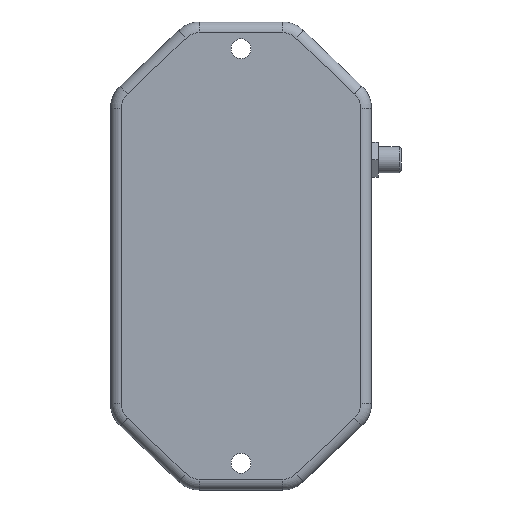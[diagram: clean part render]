
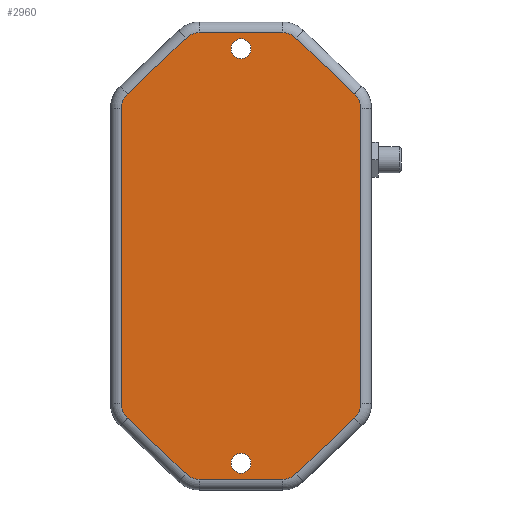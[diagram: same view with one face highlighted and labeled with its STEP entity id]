
A CAD part, front view. The second image highlights one B-rep face of the part: STEP entity #2960.
In plain terms, the highlighted planar face has unit normal (0, -1, 0).
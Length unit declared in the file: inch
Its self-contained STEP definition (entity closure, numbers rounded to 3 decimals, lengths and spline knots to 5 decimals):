
#54=FACE_BOUND('',#565,.T.);
#55=FACE_BOUND('',#566,.T.);
#162=CIRCLE('',#3189,0.18);
#166=CIRCLE('',#3195,0.18);
#167=CIRCLE('',#3197,0.18);
#172=CIRCLE('',#3204,0.18);
#176=CIRCLE('',#3210,0.18);
#179=CIRCLE('',#3216,0.18);
#183=CIRCLE('',#3222,0.18);
#187=CIRCLE('',#3228,0.18);
#192=CIRCLE('',#3243,0.093);
#193=CIRCLE('',#3244,0.093);
#372=FACE_OUTER_BOUND('',#564,.T.);
#564=EDGE_LOOP('',(#2531,#2532,#2533,#2534,#2535,#2536,#2537,#2538,#2539,
#2540,#2541,#2542,#2543,#2544,#2545,#2546));
#565=EDGE_LOOP('',(#2547));
#566=EDGE_LOOP('',(#2548));
#793=LINE('',#4990,#1039);
#795=LINE('',#5040,#1041);
#796=LINE('',#5051,#1042);
#798=LINE('',#5060,#1044);
#800=LINE('',#5065,#1046);
#801=LINE('',#5087,#1047);
#804=LINE('',#5102,#1050);
#806=LINE('',#5111,#1052);
#1039=VECTOR('',#3901,0.3937);
#1041=VECTOR('',#3921,0.3937);
#1042=VECTOR('',#3934,0.3937);
#1044=VECTOR('',#3946,0.3937);
#1046=VECTOR('',#3952,0.3937);
#1047=VECTOR('',#3959,0.3937);
#1050=VECTOR('',#3976,0.3937);
#1052=VECTOR('',#3988,0.3937);
#1337=VERTEX_POINT('',#4965);
#1338=VERTEX_POINT('',#4966);
#1339=VERTEX_POINT('',#4986);
#1342=VERTEX_POINT('',#4994);
#1343=VERTEX_POINT('',#5013);
#1344=VERTEX_POINT('',#5014);
#1347=VERTEX_POINT('',#5038);
#1349=VERTEX_POINT('',#5043);
#1351=VERTEX_POINT('',#5049);
#1353=VERTEX_POINT('',#5055);
#1354=VERTEX_POINT('',#5063);
#1355=VERTEX_POINT('',#5067);
#1356=VERTEX_POINT('',#5086);
#1358=VERTEX_POINT('',#5092);
#1360=VERTEX_POINT('',#5098);
#1362=VERTEX_POINT('',#5104);
#1372=VERTEX_POINT('',#5145);
#1373=VERTEX_POINT('',#5147);
#1710=EDGE_CURVE('',#1337,#1338,#162,.T.);
#1715=EDGE_CURVE('',#1338,#1339,#793,.T.);
#1717=EDGE_CURVE('',#1339,#1342,#166,.T.);
#1719=EDGE_CURVE('',#1343,#1344,#167,.T.);
#1725=EDGE_CURVE('',#1347,#1343,#795,.T.);
#1727=EDGE_CURVE('',#1349,#1347,#172,.T.);
#1730=EDGE_CURVE('',#1351,#1349,#796,.T.);
#1733=EDGE_CURVE('',#1353,#1351,#176,.T.);
#1735=EDGE_CURVE('',#1342,#1353,#798,.T.);
#1738=EDGE_CURVE('',#1344,#1354,#800,.T.);
#1739=EDGE_CURVE('',#1354,#1355,#179,.T.);
#1741=EDGE_CURVE('',#1355,#1356,#801,.T.);
#1746=EDGE_CURVE('',#1356,#1358,#183,.T.);
#1749=EDGE_CURVE('',#1358,#1360,#804,.T.);
#1752=EDGE_CURVE('',#1360,#1362,#187,.T.);
#1754=EDGE_CURVE('',#1362,#1337,#806,.T.);
#1771=EDGE_CURVE('',#1372,#1372,#192,.T.);
#1772=EDGE_CURVE('',#1373,#1373,#193,.T.);
#2531=ORIENTED_EDGE('',*,*,#1719,.F.);
#2532=ORIENTED_EDGE('',*,*,#1725,.F.);
#2533=ORIENTED_EDGE('',*,*,#1727,.F.);
#2534=ORIENTED_EDGE('',*,*,#1730,.F.);
#2535=ORIENTED_EDGE('',*,*,#1733,.F.);
#2536=ORIENTED_EDGE('',*,*,#1735,.F.);
#2537=ORIENTED_EDGE('',*,*,#1717,.F.);
#2538=ORIENTED_EDGE('',*,*,#1715,.F.);
#2539=ORIENTED_EDGE('',*,*,#1710,.F.);
#2540=ORIENTED_EDGE('',*,*,#1754,.F.);
#2541=ORIENTED_EDGE('',*,*,#1752,.F.);
#2542=ORIENTED_EDGE('',*,*,#1749,.F.);
#2543=ORIENTED_EDGE('',*,*,#1746,.F.);
#2544=ORIENTED_EDGE('',*,*,#1741,.F.);
#2545=ORIENTED_EDGE('',*,*,#1739,.F.);
#2546=ORIENTED_EDGE('',*,*,#1738,.F.);
#2547=ORIENTED_EDGE('',*,*,#1771,.T.);
#2548=ORIENTED_EDGE('',*,*,#1772,.T.);
#2705=PLANE('',#3242);
#2960=ADVANCED_FACE('',(#372,#54,#55),#2705,.F.);
#3189=AXIS2_PLACEMENT_3D('',#4967,#3892,#3893);
#3195=AXIS2_PLACEMENT_3D('',#4995,#3906,#3907);
#3197=AXIS2_PLACEMENT_3D('',#5015,#3910,#3911);
#3204=AXIS2_PLACEMENT_3D('',#5045,#3926,#3927);
#3210=AXIS2_PLACEMENT_3D('',#5057,#3940,#3941);
#3216=AXIS2_PLACEMENT_3D('',#5068,#3955,#3956);
#3222=AXIS2_PLACEMENT_3D('',#5096,#3969,#3970);
#3228=AXIS2_PLACEMENT_3D('',#5108,#3983,#3984);
#3242=AXIS2_PLACEMENT_3D('',#5144,#4025,#4026);
#3243=AXIS2_PLACEMENT_3D('',#5146,#4027,#4028);
#3244=AXIS2_PLACEMENT_3D('',#5148,#4029,#4030);
#3892=DIRECTION('center_axis',(0.,1.,0.));
#3893=DIRECTION('ref_axis',(-0.915,0.,-0.404));
#3901=DIRECTION('',(0.,0.,1.));
#3906=DIRECTION('center_axis',(0.,1.,0.));
#3907=DIRECTION('ref_axis',(-0.915,0.,0.404));
#3910=DIRECTION('center_axis',(0.,1.,0.));
#3911=DIRECTION('ref_axis',(0.915,0.,0.404));
#3921=DIRECTION('',(0.723,0.,-0.691));
#3926=DIRECTION('center_axis',(0.,1.,0.));
#3927=DIRECTION('ref_axis',(0.372,0.,0.928));
#3934=DIRECTION('',(1.,0.,0.));
#3940=DIRECTION('center_axis',(0.,1.,0.));
#3941=DIRECTION('ref_axis',(-0.372,0.,0.928));
#3946=DIRECTION('',(0.723,0.,0.691));
#3952=DIRECTION('',(0.,0.,-1.));
#3955=DIRECTION('center_axis',(0.,1.,0.));
#3956=DIRECTION('ref_axis',(0.915,0.,-0.404));
#3959=DIRECTION('',(-0.723,0.,-0.691));
#3969=DIRECTION('center_axis',(0.,1.,0.));
#3970=DIRECTION('ref_axis',(0.372,0.,-0.928));
#3976=DIRECTION('',(-1.,0.,0.));
#3983=DIRECTION('center_axis',(0.,1.,0.));
#3984=DIRECTION('ref_axis',(-0.372,0.,-0.928));
#3988=DIRECTION('',(-0.723,0.,0.691));
#4025=DIRECTION('center_axis',(0.,1.,0.));
#4026=DIRECTION('ref_axis',(0.,0.,1.));
#4027=DIRECTION('center_axis',(0.,1.,0.));
#4028=DIRECTION('ref_axis',(-1.,0.,0.));
#4029=DIRECTION('center_axis',(0.,1.,0.));
#4030=DIRECTION('ref_axis',(-1.,0.,0.));
#4965=CARTESIAN_POINT('',(-2.27512,0.,-3.16961));
#4966=CARTESIAN_POINT('',(-2.3345,0.,-3.036));
#4967=CARTESIAN_POINT('Origin',(-2.1545,0.,-3.036));
#4986=CARTESIAN_POINT('',(-2.3345,0.,-0.28));
#4990=CARTESIAN_POINT('',(-2.3345,0.,-2.487));
#4994=CARTESIAN_POINT('',(-2.27512,0.,-0.14639));
#4995=CARTESIAN_POINT('Origin',(-2.1545,0.,-0.28));
#5013=CARTESIAN_POINT('',(-0.15938,0.,-0.14639));
#5014=CARTESIAN_POINT('',(-0.1,0.,-0.28));
#5015=CARTESIAN_POINT('Origin',(-0.28,0.,-0.28));
#5038=CARTESIAN_POINT('',(-0.70517,0.,0.37514));
#5040=CARTESIAN_POINT('',(-0.37183,0.,0.05661));
#5043=CARTESIAN_POINT('',(-0.82952,0.,0.425));
#5045=CARTESIAN_POINT('Origin',(-0.82952,0.,0.245));
#5049=CARTESIAN_POINT('',(-1.60498,0.,0.425));
#5051=CARTESIAN_POINT('',(-1.46725,0.,0.425));
#5055=CARTESIAN_POINT('',(-1.72933,0.,0.37514));
#5057=CARTESIAN_POINT('Origin',(-1.60498,0.,0.245));
#5060=CARTESIAN_POINT('',(-2.38029,0.,-0.24689));
#5063=CARTESIAN_POINT('',(-0.1,0.,-3.036));
#5065=CARTESIAN_POINT('',(-0.1,0.,-0.829));
#5067=CARTESIAN_POINT('',(-0.15938,0.,-3.16961));
#5068=CARTESIAN_POINT('Origin',(-0.28,0.,-3.036));
#5086=CARTESIAN_POINT('',(-0.70517,0.,-3.69114));
#5087=CARTESIAN_POINT('',(-0.37183,0.,-3.37261));
#5092=CARTESIAN_POINT('',(-0.82952,0.,-3.741));
#5096=CARTESIAN_POINT('Origin',(-0.82952,0.,-3.561));
#5098=CARTESIAN_POINT('',(-1.60498,0.,-3.741));
#5102=CARTESIAN_POINT('',(-1.46725,0.,-3.741));
#5104=CARTESIAN_POINT('',(-1.72933,0.,-3.69114));
#5108=CARTESIAN_POINT('Origin',(-1.60498,0.,-3.561));
#5111=CARTESIAN_POINT('',(-2.38029,0.,-3.06911));
#5144=CARTESIAN_POINT('Origin',(-1.21725,0.,-1.658));
#5145=CARTESIAN_POINT('',(-1.12425,0.,0.275));
#5146=CARTESIAN_POINT('Origin',(-1.21725,0.,0.275));
#5147=CARTESIAN_POINT('',(-1.12425,0.,-3.591));
#5148=CARTESIAN_POINT('Origin',(-1.21725,0.,-3.591));
